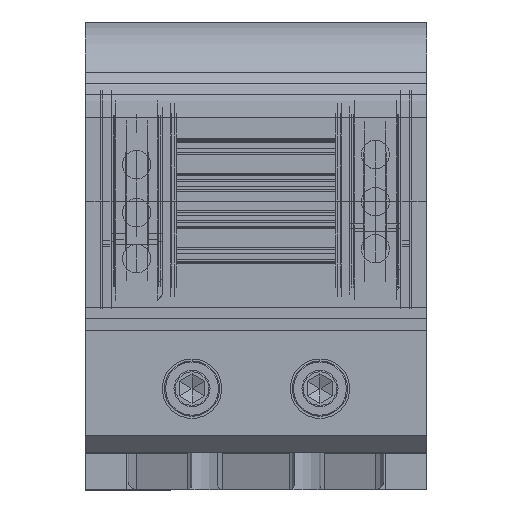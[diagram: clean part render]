
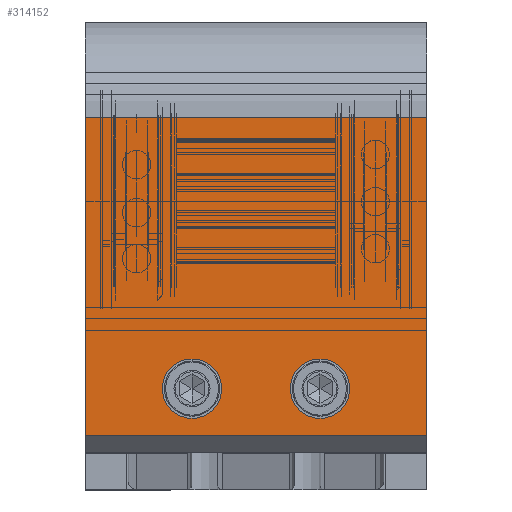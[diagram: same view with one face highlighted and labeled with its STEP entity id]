
A CAD part, top view. The second image highlights one B-rep face of the part: STEP entity #314152.
In plain terms, the highlighted planar face has unit normal (0, 0, 1).
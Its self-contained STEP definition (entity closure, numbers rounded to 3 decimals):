
#2000 = CARTESIAN_POINT ( 'NONE',  ( 167.798, 174.238, 570.351 ) ) ;
#7621 = DIRECTION ( 'NONE',  ( 0., 0., 1. ) ) ;
#9805 = VECTOR ( 'NONE', #249135, 1000. ) ;
#10944 = LINE ( 'NONE', #135617, #250834 ) ;
#10958 = CARTESIAN_POINT ( 'NONE',  ( 185.798, 159.238, 570.351 ) ) ;
#11661 = DIRECTION ( 'NONE',  ( 1., 0., 0. ) ) ;
#19977 = DIRECTION ( 'NONE',  ( 1., 0., 0. ) ) ;
#22752 = DIRECTION ( 'NONE',  ( 1., 0., 0. ) ) ;
#28104 = LINE ( 'NONE', #308719, #324488 ) ;
#31643 = DIRECTION ( 'NONE',  ( 1., 0., 0. ) ) ;
#34273 = EDGE_CURVE ( 'NONE', #110891, #212587, #304047, .T. ) ;
#38183 = AXIS2_PLACEMENT_3D ( 'NONE', #175392, #300537, #19977 ) ;
#54934 = CARTESIAN_POINT ( 'NONE',  ( 137.798, 174.238, 570.351 ) ) ;
#57882 = AXIS2_PLACEMENT_3D ( 'NONE', #129590, #383788, #166443 ) ;
#60670 = LINE ( 'NONE', #185480, #9805 ) ;
#65219 = EDGE_CURVE ( 'NONE', #234906, #169905, #60670, .T. ) ;
#72370 = PLANE ( 'NONE',  #140093 ) ;
#88111 = AXIS2_PLACEMENT_3D ( 'NONE', #312274, #377794, #31643 ) ;
#90071 = LINE ( 'NONE', #114671, #134182 ) ;
#96297 = CARTESIAN_POINT ( 'NONE',  ( 105.798, 163.238, 570.351 ) ) ;
#110088 = ORIENTED_EDGE ( 'NONE', *, *, #387110, .F. ) ;
#110891 = VERTEX_POINT ( 'NONE', #183828 ) ;
#114671 = CARTESIAN_POINT ( 'NONE',  ( 185.798, 163.238, 570.351 ) ) ;
#116291 = CIRCLE ( 'NONE', #38183, 7. ) ;
#120124 = VERTEX_POINT ( 'NONE', #181878 ) ;
#129590 = CARTESIAN_POINT ( 'NONE',  ( 130.798, 174.238, 570.351 ) ) ;
#134182 = VECTOR ( 'NONE', #22752, 1000. ) ;
#135617 = CARTESIAN_POINT ( 'NONE',  ( 185.798, 237.738, 570.351 ) ) ;
#135641 = DIRECTION ( 'NONE',  ( -1., 0., 0. ) ) ;
#140093 = AXIS2_PLACEMENT_3D ( 'NONE', #10958, #199212, #135641 ) ;
#146091 = EDGE_LOOP ( 'NONE', ( #343225, #357870 ) ) ;
#164361 = ORIENTED_EDGE ( 'NONE', *, *, #256721, .T. ) ;
#166443 = DIRECTION ( 'NONE',  ( 1., 0., 0. ) ) ;
#169905 = VERTEX_POINT ( 'NONE', #96297 ) ;
#172150 = ORIENTED_EDGE ( 'NONE', *, *, #361081, .F. ) ;
#175392 = CARTESIAN_POINT ( 'NONE',  ( 130.798, 174.238, 570.351 ) ) ;
#181878 = CARTESIAN_POINT ( 'NONE',  ( 123.798, 174.238, 570.351 ) ) ;
#183828 = CARTESIAN_POINT ( 'NONE',  ( 153.798, 174.238, 570.351 ) ) ;
#184697 = VERTEX_POINT ( 'NONE', #249742 ) ;
#185480 = CARTESIAN_POINT ( 'NONE',  ( 105.798, 159.238, 570.351 ) ) ;
#192480 = ORIENTED_EDGE ( 'NONE', *, *, #268360, .T. ) ;
#199212 = DIRECTION ( 'NONE',  ( 0., 0., -1. ) ) ;
#199250 = AXIS2_PLACEMENT_3D ( 'NONE', #292232, #7621, #11661 ) ;
#212587 = VERTEX_POINT ( 'NONE', #2000 ) ;
#218370 = DIRECTION ( 'NONE',  ( 0., -1., 0. ) ) ;
#221194 = CIRCLE ( 'NONE', #57882, 7. ) ;
#226263 = EDGE_LOOP ( 'NONE', ( #172150, #274707 ) ) ;
#234098 = FACE_BOUND ( 'NONE', #146091, .T. ) ;
#234906 = VERTEX_POINT ( 'NONE', #358546 ) ;
#239197 = EDGE_CURVE ( 'NONE', #212587, #110891, #303975, .T. ) ;
#249135 = DIRECTION ( 'NONE',  ( 0., -1., 0. ) ) ;
#249742 = CARTESIAN_POINT ( 'NONE',  ( 185.798, 237.738, 570.351 ) ) ;
#250834 = VECTOR ( 'NONE', #260881, 1000. ) ;
#256721 = EDGE_CURVE ( 'NONE', #184697, #234906, #10944, .T. ) ;
#260881 = DIRECTION ( 'NONE',  ( -1., 0., 0. ) ) ;
#260899 = FACE_OUTER_BOUND ( 'NONE', #388905, .T. ) ;
#268360 = EDGE_CURVE ( 'NONE', #169905, #395436, #90071, .T. ) ;
#274707 = ORIENTED_EDGE ( 'NONE', *, *, #331932, .F. ) ;
#285699 = CARTESIAN_POINT ( 'NONE',  ( 185.798, 163.238, 570.351 ) ) ;
#292232 = CARTESIAN_POINT ( 'NONE',  ( 160.798, 174.238, 570.351 ) ) ;
#300537 = DIRECTION ( 'NONE',  ( 0., 0., 1. ) ) ;
#303975 = CIRCLE ( 'NONE', #88111, 7. ) ;
#304047 = CIRCLE ( 'NONE', #199250, 7. ) ;
#308719 = CARTESIAN_POINT ( 'NONE',  ( 185.798, 159.238, 570.351 ) ) ;
#312274 = CARTESIAN_POINT ( 'NONE',  ( 160.798, 174.238, 570.351 ) ) ;
#314152 = ADVANCED_FACE ( 'NONE', ( #355062, #234098, #260899 ), #72370, .F. ) ;
#324488 = VECTOR ( 'NONE', #218370, 1000. ) ;
#331932 = EDGE_CURVE ( 'NONE', #120124, #338866, #116291, .T. ) ;
#338866 = VERTEX_POINT ( 'NONE', #54934 ) ;
#343225 = ORIENTED_EDGE ( 'NONE', *, *, #239197, .F. ) ;
#344317 = ORIENTED_EDGE ( 'NONE', *, *, #65219, .T. ) ;
#355062 = FACE_BOUND ( 'NONE', #226263, .T. ) ;
#357870 = ORIENTED_EDGE ( 'NONE', *, *, #34273, .F. ) ;
#358546 = CARTESIAN_POINT ( 'NONE',  ( 105.798, 237.738, 570.351 ) ) ;
#361081 = EDGE_CURVE ( 'NONE', #338866, #120124, #221194, .T. ) ;
#377794 = DIRECTION ( 'NONE',  ( 0., 0., 1. ) ) ;
#383788 = DIRECTION ( 'NONE',  ( 0., 0., 1. ) ) ;
#387110 = EDGE_CURVE ( 'NONE', #184697, #395436, #28104, .T. ) ;
#388905 = EDGE_LOOP ( 'NONE', ( #344317, #192480, #110088, #164361 ) ) ;
#395436 = VERTEX_POINT ( 'NONE', #285699 ) ;
